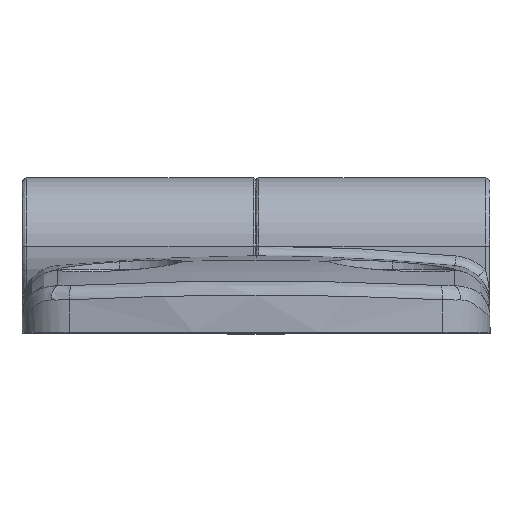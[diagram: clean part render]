
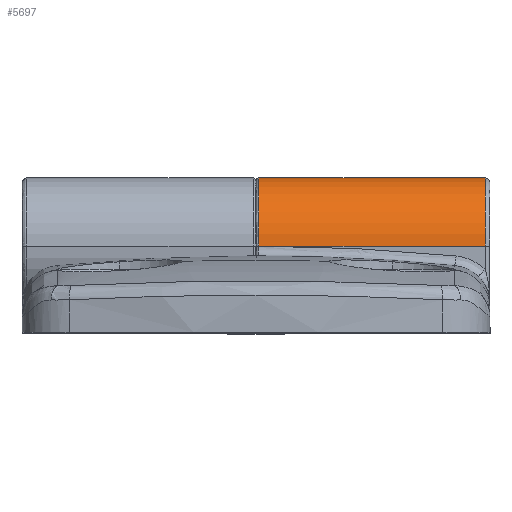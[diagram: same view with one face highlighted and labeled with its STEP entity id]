
A CAD part, top view. The second image highlights one B-rep face of the part: STEP entity #5697.
In plain terms, the highlighted cylindrical face has radius 7 mm (diameter 14 mm), a partial arc.
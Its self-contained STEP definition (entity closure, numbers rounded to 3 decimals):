
#43 = AXIS2_PLACEMENT_3D ( 'NONE', #292, #854, #2758 ) ;
#83 = CIRCLE ( 'NONE', #3079, 7. ) ;
#292 = CARTESIAN_POINT ( 'NONE',  ( -26.726, -17.606, 17.285 ) ) ;
#557 = ORIENTED_EDGE ( 'NONE', *, *, #2200, .T. ) ;
#854 = DIRECTION ( 'NONE',  ( 1., 0., 0. ) ) ;
#1074 = LINE ( 'NONE', #8275, #5727 ) ;
#2005 = VECTOR ( 'NONE', #5148, 1000. ) ;
#2032 = DIRECTION ( 'NONE',  ( 0., 0., -1. ) ) ;
#2110 = CIRCLE ( 'NONE', #43, 7. ) ;
#2145 = EDGE_LOOP ( 'NONE', ( #2713, #557, #5929, #5882 ) ) ;
#2200 = EDGE_CURVE ( 'NONE', #5017, #8139, #2110, .T. ) ;
#2713 = ORIENTED_EDGE ( 'NONE', *, *, #6976, .F. ) ;
#2758 = DIRECTION ( 'NONE',  ( 0., 0., -1. ) ) ;
#3079 = AXIS2_PLACEMENT_3D ( 'NONE', #4679, #3384, #3354 ) ;
#3345 = CARTESIAN_POINT ( 'NONE',  ( -3.526, -17.606, 24.285 ) ) ;
#3354 = DIRECTION ( 'NONE',  ( 0., 0., -1. ) ) ;
#3384 = DIRECTION ( 'NONE',  ( -1., 0., 0. ) ) ;
#3462 = VERTEX_POINT ( 'NONE', #4416 ) ;
#3855 = EDGE_CURVE ( 'NONE', #8139, #7365, #4626, .T. ) ;
#3921 = CYLINDRICAL_SURFACE ( 'NONE', #6496, 7. ) ;
#4416 = CARTESIAN_POINT ( 'NONE',  ( -3.526, -17.606, 10.285 ) ) ;
#4508 = CARTESIAN_POINT ( 'NONE',  ( -26.726, -17.606, 10.285 ) ) ;
#4626 = LINE ( 'NONE', #7765, #2005 ) ;
#4679 = CARTESIAN_POINT ( 'NONE',  ( -3.526, -17.606, 17.285 ) ) ;
#5017 = VERTEX_POINT ( 'NONE', #4508 ) ;
#5148 = DIRECTION ( 'NONE',  ( 1., 0., 0. ) ) ;
#5304 = DIRECTION ( 'NONE',  ( 1., 0., 0. ) ) ;
#5579 = FACE_OUTER_BOUND ( 'NONE', #2145, .T. ) ;
#5697 = ADVANCED_FACE ( 'NONE', ( #5579 ), #3921, .T. ) ;
#5727 = VECTOR ( 'NONE', #6988, 1000. ) ;
#5882 = ORIENTED_EDGE ( 'NONE', *, *, #6027, .T. ) ;
#5901 = CARTESIAN_POINT ( 'NONE',  ( -51.026, -17.606, 17.285 ) ) ;
#5929 = ORIENTED_EDGE ( 'NONE', *, *, #3855, .T. ) ;
#6027 = EDGE_CURVE ( 'NONE', #7365, #3462, #83, .T. ) ;
#6493 = CARTESIAN_POINT ( 'NONE',  ( -26.726, -17.606, 24.285 ) ) ;
#6496 = AXIS2_PLACEMENT_3D ( 'NONE', #5901, #5304, #2032 ) ;
#6976 = EDGE_CURVE ( 'NONE', #5017, #3462, #1074, .T. ) ;
#6988 = DIRECTION ( 'NONE',  ( 1., 0., 0. ) ) ;
#7365 = VERTEX_POINT ( 'NONE', #3345 ) ;
#7765 = CARTESIAN_POINT ( 'NONE',  ( -51.026, -17.606, 24.285 ) ) ;
#8139 = VERTEX_POINT ( 'NONE', #6493 ) ;
#8275 = CARTESIAN_POINT ( 'NONE',  ( -51.026, -17.606, 10.285 ) ) ;
